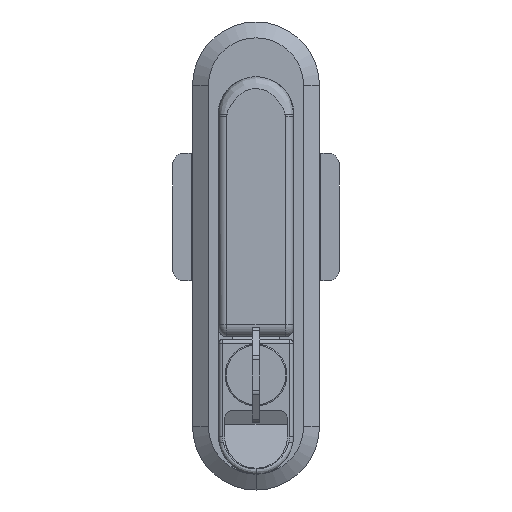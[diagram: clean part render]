
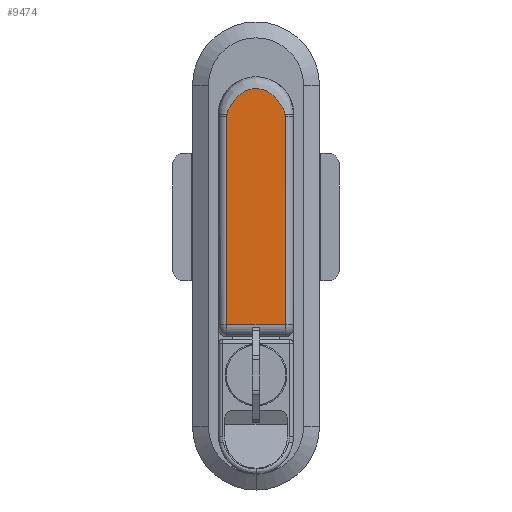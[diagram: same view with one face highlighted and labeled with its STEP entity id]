
A CAD part, front view. The second image highlights one B-rep face of the part: STEP entity #9474.
In plain terms, the highlighted face is planar.
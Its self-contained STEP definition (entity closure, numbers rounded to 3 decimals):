
#3501 = CARTESIAN_POINT ( 'NONE',  ( -3.5, 7.3, 0.6 ) ) ;
#3502 = CARTESIAN_POINT ( 'NONE',  ( -3.5, 7.3, 0.4 ) ) ;
#3503 = CARTESIAN_POINT ( 'NONE',  ( -3.5, 7.35, 0.2 ) ) ;
#3504 = CARTESIAN_POINT ( 'NONE',  ( -3.5, 7.4, 0. ) ) ;
#3505 = B_SPLINE_CURVE_WITH_KNOTS ( 'NONE', 3,
 ( #3504, #3503, #3502, #3501 ),
 .UNSPECIFIED., .F., .F.,
 ( 4, 4 ),
 ( 0.667, 1. ),
 .UNSPECIFIED. ) ;
#3506 = CARTESIAN_POINT ( 'NONE',  ( -3.5, 7.3, 0.6 ) ) ;
#3507 = CARTESIAN_POINT ( 'NONE',  ( -3.5, 7.4, 0. ) ) ;
#3508 = DIRECTION ( 'NONE',  ( 0., 0., 1. ) ) ;
#3509 = DIRECTION ( 'NONE',  ( -1., 0., 0. ) ) ;
#3510 = CARTESIAN_POINT ( 'NONE',  ( -3.5, -990.6, -52.5 ) ) ;
#3511 = AXIS2_PLACEMENT_3D ( 'NONE', #3510, #3509, #3508 ) ;
#3512 = PLANE ( 'NONE',  #3511 ) ;
#3513 = FACE_OUTER_BOUND ( 'NONE', #9475, .T. ) ;
#3554 = CARTESIAN_POINT ( 'NONE',  ( -3.5, 7.4, -52.5 ) ) ;
#3555 = DIRECTION ( 'NONE',  ( 0., 0., -1. ) ) ;
#3556 = VECTOR ( 'NONE', #3555, 1000. ) ;
#3557 = CARTESIAN_POINT ( 'NONE',  ( -3.5, 7.4, -52.5 ) ) ;
#3558 = LINE ( 'NONE', #3557, #3556 ) ;
#3657 = B_SPLINE_CURVE_WITH_KNOTS ( 'NONE', 3,
 ( #3711, #3710, #3709, #3708, #3707, #3706, #3705, #3704, #3703, #3702, #3701, #3700, #3699, #3698, #3697, #3696, #3695, #3694, #3693, #3692, #3691, #3690 ),
 .UNSPECIFIED., .F., .F.,
 ( 4, 2, 2, 2, 2, 2, 2, 2, 2, 2, 4 ),
 ( 0., 0.125, 0.156, 0.188, 0.25, 0.5, 0.75, 0.813, 0.844, 0.875, 1. ),
 .UNSPECIFIED. ) ;
#3659 = CARTESIAN_POINT ( 'NONE',  ( -3.5, -7.4, 0. ) ) ;
#3660 = CARTESIAN_POINT ( 'NONE',  ( -3.5, -7.35, 0.2 ) ) ;
#3661 = CARTESIAN_POINT ( 'NONE',  ( -3.5, -7.3, 0.4 ) ) ;
#3662 = CARTESIAN_POINT ( 'NONE',  ( -3.5, -7.3, 0.6 ) ) ;
#3663 = CARTESIAN_POINT ( 'NONE',  ( -3.5, -7.3, 0.6 ) ) ;
#3664 = B_SPLINE_CURVE_WITH_KNOTS ( 'NONE', 3,
 ( #3662, #3661, #3660, #3659 ),
 .UNSPECIFIED., .F., .F.,
 ( 4, 4 ),
 ( 0., 0.333 ),
 .UNSPECIFIED. ) ;
#3665 = CARTESIAN_POINT ( 'NONE',  ( -3.5, -7.4, 0. ) ) ;
#3666 = DIRECTION ( 'NONE',  ( 0., 0., 1. ) ) ;
#3667 = VECTOR ( 'NONE', #3666, 1000. ) ;
#3668 = CARTESIAN_POINT ( 'NONE',  ( -3.5, -7.4, -52.5 ) ) ;
#3669 = LINE ( 'NONE', #3668, #3667 ) ;
#3670 = CARTESIAN_POINT ( 'NONE',  ( -3.5, -7.4, -52.5 ) ) ;
#3671 = DIRECTION ( 'NONE',  ( 0., 1., 0. ) ) ;
#3672 = VECTOR ( 'NONE', #3671, 1000. ) ;
#3673 = CARTESIAN_POINT ( 'NONE',  ( -3.5, -990.6, -52.5 ) ) ;
#3674 = LINE ( 'NONE', #3673, #3672 ) ;
#3690 = CARTESIAN_POINT ( 'NONE',  ( -3.5, -7.3, 0.6 ) ) ;
#3691 = CARTESIAN_POINT ( 'NONE',  ( -3.5, -7.3, 1.594 ) ) ;
#3692 = CARTESIAN_POINT ( 'NONE',  ( -3.5, -6.604, 2.409 ) ) ;
#3693 = CARTESIAN_POINT ( 'NONE',  ( -3.5, -5.902, 3.277 ) ) ;
#3694 = CARTESIAN_POINT ( 'NONE',  ( -3.5, -5.77, 3.446 ) ) ;
#3695 = CARTESIAN_POINT ( 'NONE',  ( -3.5, -5.537, 3.797 ) ) ;
#3696 = CARTESIAN_POINT ( 'NONE',  ( -3.5, -5.438, 3.982 ) ) ;
#3697 = CARTESIAN_POINT ( 'NONE',  ( -3.5, -5.089, 4.504 ) ) ;
#3698 = CARTESIAN_POINT ( 'NONE',  ( -3.5, -4.822, 4.829 ) ) ;
#3699 = CARTESIAN_POINT ( 'NONE',  ( -3.5, -3.341, 6.31 ) ) ;
#3700 = CARTESIAN_POINT ( 'NONE',  ( -3.5, -1.676, 7. ) ) ;
#3701 = CARTESIAN_POINT ( 'NONE',  ( -3.5, 1.676, 7. ) ) ;
#3702 = CARTESIAN_POINT ( 'NONE',  ( -3.5, 3.341, 6.31 ) ) ;
#3703 = CARTESIAN_POINT ( 'NONE',  ( -3.5, 4.822, 4.829 ) ) ;
#3704 = CARTESIAN_POINT ( 'NONE',  ( -3.5, 5.089, 4.504 ) ) ;
#3705 = CARTESIAN_POINT ( 'NONE',  ( -3.5, 5.438, 3.982 ) ) ;
#3706 = CARTESIAN_POINT ( 'NONE',  ( -3.5, 5.537, 3.797 ) ) ;
#3707 = CARTESIAN_POINT ( 'NONE',  ( -3.5, 5.77, 3.446 ) ) ;
#3708 = CARTESIAN_POINT ( 'NONE',  ( -3.5, 5.902, 3.277 ) ) ;
#3709 = CARTESIAN_POINT ( 'NONE',  ( -3.5, 6.604, 2.409 ) ) ;
#3710 = CARTESIAN_POINT ( 'NONE',  ( -3.5, 7.3, 1.594 ) ) ;
#3711 = CARTESIAN_POINT ( 'NONE',  ( -3.5, 7.3, 0.6 ) ) ;
#9474 = ADVANCED_FACE ( 'NONE', ( #3513 ), #3512, .T. ) ;
#9475 = EDGE_LOOP ( 'NONE', ( #9476, #9480, #9541, #9544, #9547, #9550 ) ) ;
#9476 = ORIENTED_EDGE ( 'NONE', *, *, #9477, .F. ) ;
#9477 = EDGE_CURVE ( 'NONE', #9478, #9479, #3505, .T. ) ;
#9478 = VERTEX_POINT ( 'NONE', #3507 ) ;
#9479 = VERTEX_POINT ( 'NONE', #3506 ) ;
#9480 = ORIENTED_EDGE ( 'NONE', *, *, #9481, .T. ) ;
#9481 = EDGE_CURVE ( 'NONE', #9478, #9482, #3558, .T. ) ;
#9482 = VERTEX_POINT ( 'NONE', #3554 ) ;
#9541 = ORIENTED_EDGE ( 'NONE', *, *, #9542, .F. ) ;
#9542 = EDGE_CURVE ( 'NONE', #9543, #9482, #3674, .T. ) ;
#9543 = VERTEX_POINT ( 'NONE', #3670 ) ;
#9544 = ORIENTED_EDGE ( 'NONE', *, *, #9545, .T. ) ;
#9545 = EDGE_CURVE ( 'NONE', #9543, #9546, #3669, .T. ) ;
#9546 = VERTEX_POINT ( 'NONE', #3665 ) ;
#9547 = ORIENTED_EDGE ( 'NONE', *, *, #9548, .F. ) ;
#9548 = EDGE_CURVE ( 'NONE', #9549, #9546, #3664, .T. ) ;
#9549 = VERTEX_POINT ( 'NONE', #3663 ) ;
#9550 = ORIENTED_EDGE ( 'NONE', *, *, #9551, .F. ) ;
#9551 = EDGE_CURVE ( 'NONE', #9479, #9549, #3657, .T. ) ;
